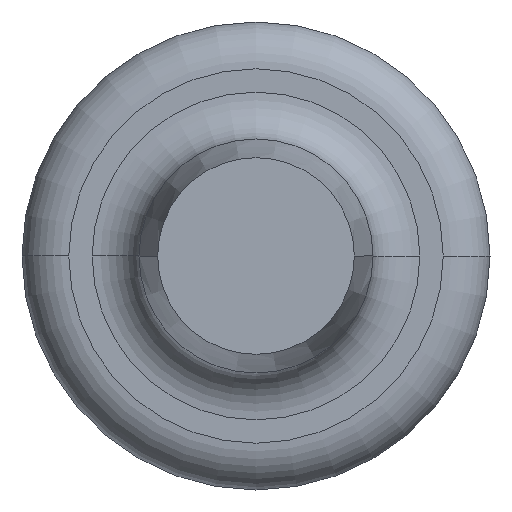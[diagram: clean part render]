
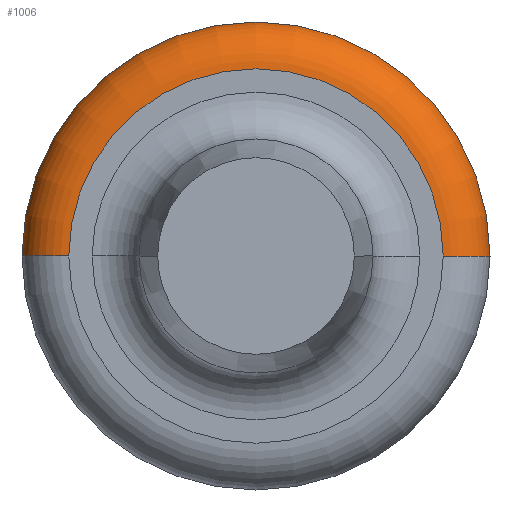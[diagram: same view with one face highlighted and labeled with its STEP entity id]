
A CAD part, front view. The second image highlights one B-rep face of the part: STEP entity #1006.
In plain terms, the highlighted toroidal (fillet/blend) face has major radius 2 mm and minor radius 0.5 mm.
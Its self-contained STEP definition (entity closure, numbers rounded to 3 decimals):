
#29 = EDGE_CURVE ( 'NONE', #619, #464, #1495, .T. ) ;
#74 = ORIENTED_EDGE ( 'NONE', *, *, #127, .T. ) ;
#127 = EDGE_CURVE ( 'NONE', #597, #619, #1498, .T. ) ;
#144 = CARTESIAN_POINT ( 'NONE',  ( -2.5, 14.5, 0. ) ) ;
#231 = ORIENTED_EDGE ( 'NONE', *, *, #1504, .F. ) ;
#238 = CARTESIAN_POINT ( 'NONE',  ( 2., 14., 0. ) ) ;
#240 = CARTESIAN_POINT ( 'NONE',  ( -2., 14.5, 0. ) ) ;
#320 = DIRECTION ( 'NONE',  ( 0., 0., -1. ) ) ;
#327 = DIRECTION ( 'NONE',  ( -1., 0., 0. ) ) ;
#344 = CARTESIAN_POINT ( 'NONE',  ( 2., 14.5, 0. ) ) ;
#384 = ORIENTED_EDGE ( 'NONE', *, *, #792, .F. ) ;
#429 = AXIS2_PLACEMENT_3D ( 'NONE', #240, #907, #752 ) ;
#464 = VERTEX_POINT ( 'NONE', #994 ) ;
#479 = VERTEX_POINT ( 'NONE', #238 ) ;
#502 = ORIENTED_EDGE ( 'NONE', *, *, #29, .T. ) ;
#597 = VERTEX_POINT ( 'NONE', #1342 ) ;
#619 = VERTEX_POINT ( 'NONE', #144 ) ;
#631 = AXIS2_PLACEMENT_3D ( 'NONE', #1109, #1143, #1099 ) ;
#682 = AXIS2_PLACEMENT_3D ( 'NONE', #1081, #813, #1428 ) ;
#694 = EDGE_LOOP ( 'NONE', ( #74, #502, #384, #231 ) ) ;
#752 = DIRECTION ( 'NONE',  ( 1., 0., 0. ) ) ;
#792 = EDGE_CURVE ( 'NONE', #479, #464, #1281, .T. ) ;
#805 = AXIS2_PLACEMENT_3D ( 'NONE', #344, #320, #327 ) ;
#806 = DIRECTION ( 'NONE',  ( 0., -1., 0. ) ) ;
#813 = DIRECTION ( 'NONE',  ( 0., -1., 0. ) ) ;
#907 = DIRECTION ( 'NONE',  ( 0., 0., 1. ) ) ;
#931 = AXIS2_PLACEMENT_3D ( 'NONE', #1380, #806, #1361 ) ;
#994 = CARTESIAN_POINT ( 'NONE',  ( -2., 14., 0. ) ) ;
#1006 = ADVANCED_FACE ( 'NONE', ( #1220 ), #1179, .T. ) ;
#1027 = CIRCLE ( 'NONE', #805, 0.5 ) ;
#1081 = CARTESIAN_POINT ( 'NONE',  ( 0., 14.5, 0. ) ) ;
#1099 = DIRECTION ( 'NONE',  ( 1., 0., 0. ) ) ;
#1109 = CARTESIAN_POINT ( 'NONE',  ( 0., 14., 0. ) ) ;
#1143 = DIRECTION ( 'NONE',  ( 0., -1., 0. ) ) ;
#1179 = TOROIDAL_SURFACE ( 'NONE', #682, 2., 0.5 ) ;
#1220 = FACE_OUTER_BOUND ( 'NONE', #694, .T. ) ;
#1281 = CIRCLE ( 'NONE', #631, 2. ) ;
#1342 = CARTESIAN_POINT ( 'NONE',  ( 2.5, 14.5, 0. ) ) ;
#1361 = DIRECTION ( 'NONE',  ( 1., 0., 0. ) ) ;
#1380 = CARTESIAN_POINT ( 'NONE',  ( 0., 14.5, 0. ) ) ;
#1428 = DIRECTION ( 'NONE',  ( 1., 0., 0. ) ) ;
#1495 = CIRCLE ( 'NONE', #429, 0.5 ) ;
#1498 = CIRCLE ( 'NONE', #931, 2.5 ) ;
#1504 = EDGE_CURVE ( 'NONE', #597, #479, #1027, .T. ) ;
